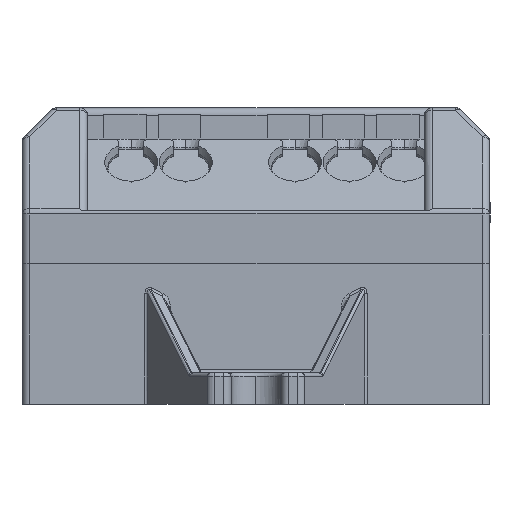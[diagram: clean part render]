
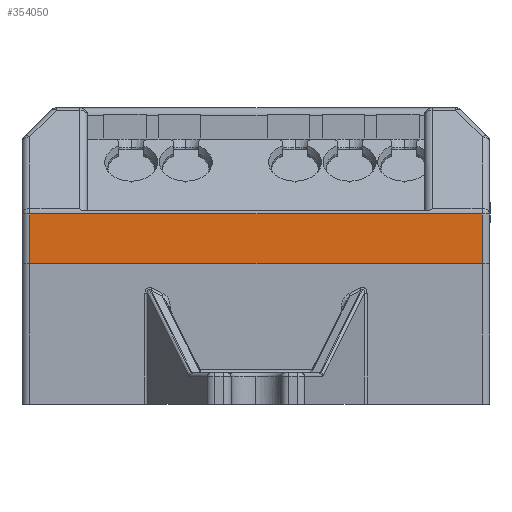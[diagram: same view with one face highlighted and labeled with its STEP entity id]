
A CAD part, left-side view. The second image highlights one B-rep face of the part: STEP entity #354050.
In plain terms, the highlighted planar face has unit normal (-1, 0, 0).
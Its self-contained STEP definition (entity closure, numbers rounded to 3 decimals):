
#353660=CARTESIAN_POINT('',(-1.607,-1.665,5.5));
#353670=DIRECTION('',(-1.,0.,0.));
#353680=DIRECTION('',(0.,1.,0.));
#353690=AXIS2_PLACEMENT_3D('',#353660,#353670,#353680);
#353700=PLANE('',#353690);
#353710=CARTESIAN_POINT('',(-1.607,-1.165,1.6));
#353720=DIRECTION('',(0.,0.,1.));
#353730=VECTOR('',#353720,1.);
#353740=LINE('',#353710,#353730);
#353750=CARTESIAN_POINT('',(-1.607,-1.165,5.1));
#353760=VERTEX_POINT('',#353750);
#353770=CARTESIAN_POINT('',(-1.607,-1.165,8.293));
#353780=VERTEX_POINT('',#353770);
#353790=EDGE_CURVE('',#353760,#353780,#353740,.T.);
#353800=ORIENTED_EDGE('',*,*,#353790,.T.);
#353810=CARTESIAN_POINT('',(-1.607,-1.665,5.1));
#353820=DIRECTION('',(0.,1.,0.));
#353830=VECTOR('',#353820,1.);
#353840=LINE('',#353810,#353830);
#353850=CARTESIAN_POINT('',(-1.607,27.835,5.1));
#353860=VERTEX_POINT('',#353850);
#353870=EDGE_CURVE('',#353760,#353860,#353840,.T.);
#353880=ORIENTED_EDGE('',*,*,#353870,.F.);
#353890=CARTESIAN_POINT('',(-1.607,27.835,1.6));
#353900=DIRECTION('',(0.,0.,1.));
#353910=VECTOR('',#353900,1.);
#353920=LINE('',#353890,#353910);
#353930=CARTESIAN_POINT('',(-1.607,27.835,8.293));
#353940=VERTEX_POINT('',#353930);
#353950=EDGE_CURVE('',#353860,#353940,#353920,.T.);
#353960=ORIENTED_EDGE('',*,*,#353950,.F.);
#353970=CARTESIAN_POINT('',(-1.607,2.035,8.293));
#353980=DIRECTION('',(0.,1.,0.));
#353990=VECTOR('',#353980,1.);
#354000=LINE('',#353970,#353990);
#354010=EDGE_CURVE('',#353780,#353940,#354000,.T.);
#354020=ORIENTED_EDGE('',*,*,#354010,.T.);
#354030=EDGE_LOOP('',(#354020,#353960,#353880,#353800));
#354040=FACE_OUTER_BOUND('',#354030,.T.);
#354050=ADVANCED_FACE('',(#354040),#353700,.T.);
